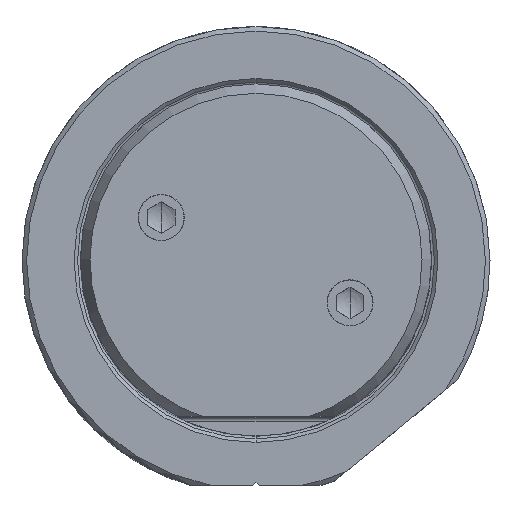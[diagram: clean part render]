
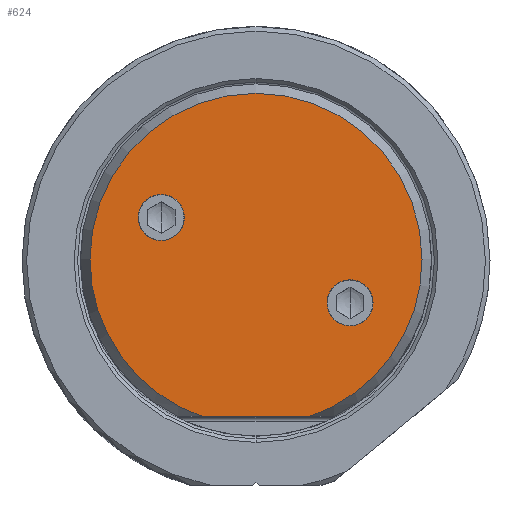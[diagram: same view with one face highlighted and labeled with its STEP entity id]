
A CAD part, top view. The second image highlights one B-rep face of the part: STEP entity #624.
In plain terms, the highlighted planar face has unit normal (0, 0, 1).
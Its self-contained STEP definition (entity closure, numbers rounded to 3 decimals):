
#134=PLANE('',#5745);
#624=ADVANCED_FACE('',(#925,#926,#927),#134,.T.);
#925=FACE_BOUND('',#1053,.T.);
#926=FACE_BOUND('',#1054,.T.);
#927=FACE_BOUND('',#1055,.T.);
#1053=EDGE_LOOP('',(#2860,#2861,#2862,#2863));
#1054=EDGE_LOOP('',(#2864,#2865,#2866,#2867,#2868));
#1055=EDGE_LOOP('',(#2869,#2870,#2871,#2872,#2873));
#1373=LINE('',#12094,#1678);
#1678=VECTOR('',#6739,1.);
#1992=CIRCLE('',#5735,18.022);
#1993=CIRCLE('',#5736,18.022);
#1994=CIRCLE('',#5737,18.022);
#1995=CIRCLE('',#5739,2.5);
#1996=CIRCLE('',#5740,2.5);
#1997=CIRCLE('',#5741,2.5);
#1998=CIRCLE('',#5742,2.5);
#1999=CIRCLE('',#5743,2.5);
#2000=CIRCLE('',#5744,2.5);
#2860=ORIENTED_EDGE('',*,*,#4734,.T.);
#2861=ORIENTED_EDGE('',*,*,#4733,.T.);
#2862=ORIENTED_EDGE('',*,*,#4730,.T.);
#2863=ORIENTED_EDGE('',*,*,#4735,.T.);
#2864=ORIENTED_EDGE('',*,*,#4736,.T.);
#2865=ORIENTED_EDGE('',*,*,#4737,.F.);
#2866=ORIENTED_EDGE('',*,*,#4738,.F.);
#2867=ORIENTED_EDGE('',*,*,#4739,.T.);
#2868=ORIENTED_EDGE('',*,*,#4740,.T.);
#2869=ORIENTED_EDGE('',*,*,#4741,.F.);
#2870=ORIENTED_EDGE('',*,*,#4742,.F.);
#2871=ORIENTED_EDGE('',*,*,#4743,.T.);
#2872=ORIENTED_EDGE('',*,*,#4744,.T.);
#2873=ORIENTED_EDGE('',*,*,#4745,.T.);
#4078=VERTEX_POINT('',#12095);
#4079=VERTEX_POINT('',#12096);
#4080=VERTEX_POINT('',#12107);
#4081=VERTEX_POINT('',#12109);
#4082=VERTEX_POINT('',#12113);
#4083=VERTEX_POINT('',#12114);
#4084=VERTEX_POINT('',#12119);
#4085=VERTEX_POINT('',#12124);
#4086=VERTEX_POINT('',#12126);
#4087=VERTEX_POINT('',#12132);
#4088=VERTEX_POINT('',#12133);
#4089=VERTEX_POINT('',#12138);
#4090=VERTEX_POINT('',#12140);
#4091=VERTEX_POINT('',#12142);
#4730=EDGE_CURVE('',#4078,#4079,#1373,.T.);
#4733=EDGE_CURVE('',#4080,#4078,#1992,.T.);
#4734=EDGE_CURVE('',#4081,#4080,#1993,.T.);
#4735=EDGE_CURVE('',#4079,#4081,#1994,.T.);
#4736=EDGE_CURVE('',#4082,#4083,#1995,.T.);
#4737=EDGE_CURVE('',#4084,#4083,#5306,.T.);
#4738=EDGE_CURVE('',#4085,#4084,#5307,.T.);
#4739=EDGE_CURVE('',#4085,#4086,#1996,.T.);
#4740=EDGE_CURVE('',#4086,#4082,#1997,.T.);
#4741=EDGE_CURVE('',#4087,#4088,#5308,.T.);
#4742=EDGE_CURVE('',#4089,#4087,#5309,.T.);
#4743=EDGE_CURVE('',#4089,#4090,#1998,.T.);
#4744=EDGE_CURVE('',#4090,#4091,#1999,.T.);
#4745=EDGE_CURVE('',#4091,#4088,#2000,.T.);
#5306=B_SPLINE_CURVE_WITH_KNOTS('',3,(#12115,#12116,#12117,#12118),
 .UNSPECIFIED.,.F.,.F.,(4,4),(0.,1.),.UNSPECIFIED.);
#5307=B_SPLINE_CURVE_WITH_KNOTS('',3,(#12120,#12121,#12122,#12123),
 .UNSPECIFIED.,.F.,.F.,(4,4),(0.,1.),.UNSPECIFIED.);
#5308=B_SPLINE_CURVE_WITH_KNOTS('',3,(#12128,#12129,#12130,#12131),
 .UNSPECIFIED.,.F.,.F.,(4,4),(0.,1.),.UNSPECIFIED.);
#5309=B_SPLINE_CURVE_WITH_KNOTS('',3,(#12134,#12135,#12136,#12137),
 .UNSPECIFIED.,.F.,.F.,(4,4),(0.,1.),.UNSPECIFIED.);
#5735=AXIS2_PLACEMENT_3D('',#12106,#6742,#6743);
#5736=AXIS2_PLACEMENT_3D('',#12108,#6744,#6745);
#5737=AXIS2_PLACEMENT_3D('',#12110,#6746,#6747);
#5739=AXIS2_PLACEMENT_3D('',#12112,#6750,#6751);
#5740=AXIS2_PLACEMENT_3D('',#12125,#6752,#6753);
#5741=AXIS2_PLACEMENT_3D('',#12127,#6754,#6755);
#5742=AXIS2_PLACEMENT_3D('',#12139,#6756,#6757);
#5743=AXIS2_PLACEMENT_3D('',#12141,#6758,#6759);
#5744=AXIS2_PLACEMENT_3D('',#12143,#6760,#6761);
#5745=AXIS2_PLACEMENT_3D('',#12144,#6762,#6763);
#6739=DIRECTION('',(1.,0.,0.));
#6742=DIRECTION('',(0.,0.,1.));
#6743=DIRECTION('',(-1.,0.,0.));
#6744=DIRECTION('',(0.,0.,1.));
#6745=DIRECTION('',(1.,0.,0.));
#6746=DIRECTION('',(0.,0.,1.));
#6747=DIRECTION('',(0.324,-0.946,0.));
#6750=DIRECTION('',(0.,0.,-1.));
#6751=DIRECTION('',(1.,0.,0.));
#6752=DIRECTION('',(0.,0.,-1.));
#6753=DIRECTION('',(-0.912,-0.409,0.));
#6754=DIRECTION('',(0.,0.,-1.));
#6755=DIRECTION('',(-1.,0.,0.));
#6756=DIRECTION('',(0.,0.,-1.));
#6757=DIRECTION('',(0.919,0.393,0.));
#6758=DIRECTION('',(0.,0.,-1.));
#6759=DIRECTION('',(1.,0.,0.));
#6760=DIRECTION('',(0.,0.,-1.));
#6761=DIRECTION('',(-1.,0.,0.));
#6762=DIRECTION('',(0.,0.,1.));
#6763=DIRECTION('',(1.,0.,0.));
#12094=CARTESIAN_POINT('',(-5.839,-17.05,69.85));
#12095=CARTESIAN_POINT('',(-5.839,-17.05,69.85));
#12096=CARTESIAN_POINT('',(5.839,-17.05,69.85));
#12106=CARTESIAN_POINT('',(0.,0.,69.85));
#12107=CARTESIAN_POINT('',(-18.022,0.,69.85));
#12108=CARTESIAN_POINT('',(0.,0.,69.85));
#12109=CARTESIAN_POINT('',(18.022,0.,69.85));
#12110=CARTESIAN_POINT('',(0.,0.,69.85));
#12112=CARTESIAN_POINT('',(-10.288,4.544,69.85));
#12113=CARTESIAN_POINT('',(-7.788,4.544,69.85));
#12114=CARTESIAN_POINT('',(-12.245,2.988,69.85));
#12115=CARTESIAN_POINT('',(-12.443,3.267,69.85));
#12116=CARTESIAN_POINT('',(-12.385,3.169,69.85));
#12117=CARTESIAN_POINT('',(-12.319,3.075,69.85));
#12118=CARTESIAN_POINT('',(-12.245,2.988,69.85));
#12119=CARTESIAN_POINT('',(-12.443,3.267,69.85));
#12120=CARTESIAN_POINT('',(-12.569,3.521,69.85));
#12121=CARTESIAN_POINT('',(-12.533,3.433,69.85));
#12122=CARTESIAN_POINT('',(-12.491,3.349,69.85));
#12123=CARTESIAN_POINT('',(-12.443,3.267,69.85));
#12124=CARTESIAN_POINT('',(-12.569,3.521,69.85));
#12125=CARTESIAN_POINT('',(-10.288,4.544,69.85));
#12126=CARTESIAN_POINT('',(-12.788,4.544,69.85));
#12127=CARTESIAN_POINT('',(-10.288,4.544,69.85));
#12128=CARTESIAN_POINT('',(12.384,-3.484,69.85));
#12129=CARTESIAN_POINT('',(12.328,-3.384,69.85));
#12130=CARTESIAN_POINT('',(12.263,-3.29,69.85));
#12131=CARTESIAN_POINT('',(12.191,-3.201,69.85));
#12132=CARTESIAN_POINT('',(12.384,-3.484,69.85));
#12133=CARTESIAN_POINT('',(12.191,-3.201,69.85));
#12134=CARTESIAN_POINT('',(12.506,-3.74,69.85));
#12135=CARTESIAN_POINT('',(12.471,-3.652,69.85));
#12136=CARTESIAN_POINT('',(12.431,-3.566,69.85));
#12137=CARTESIAN_POINT('',(12.384,-3.484,69.85));
#12138=CARTESIAN_POINT('',(12.506,-3.74,69.85));
#12139=CARTESIAN_POINT('',(10.207,-4.723,69.85));
#12140=CARTESIAN_POINT('',(12.707,-4.723,69.85));
#12141=CARTESIAN_POINT('',(10.207,-4.723,69.85));
#12142=CARTESIAN_POINT('',(7.707,-4.723,69.85));
#12143=CARTESIAN_POINT('',(10.207,-4.723,69.85));
#12144=CARTESIAN_POINT('',(0.,0.486,69.85));
